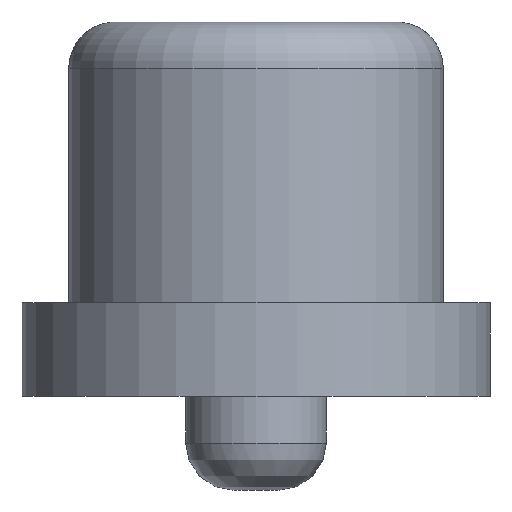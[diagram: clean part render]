
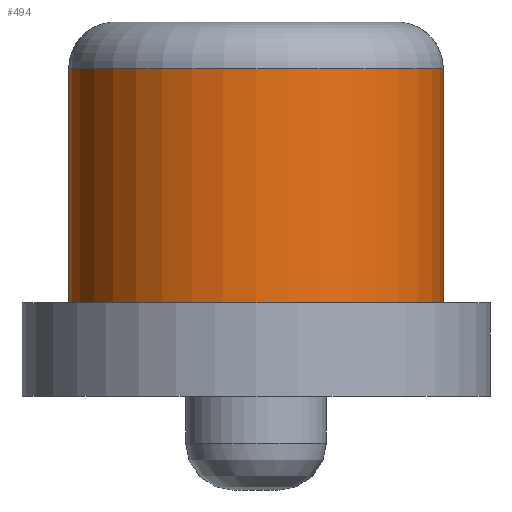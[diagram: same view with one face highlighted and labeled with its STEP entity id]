
A CAD part, left-side view. The second image highlights one B-rep face of the part: STEP entity #494.
In plain terms, the highlighted cylindrical face has radius 2 mm (diameter 4 mm), a partial arc.
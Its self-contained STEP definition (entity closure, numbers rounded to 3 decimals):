
#28=CYLINDRICAL_SURFACE('',#564,2.);
#65=LINE('',#894,#101);
#66=LINE('',#896,#102);
#101=VECTOR('',#696,1000.);
#102=VECTOR('',#699,1000.);
#141=FACE_OUTER_BOUND('',#175,.T.);
#175=EDGE_LOOP('',(#402,#403,#404,#405));
#196=CIRCLE('',#530,2.);
#209=CIRCLE('',#557,2.);
#221=VERTEX_POINT('',#804);
#223=VERTEX_POINT('',#808);
#244=VERTEX_POINT('',#868);
#246=VERTEX_POINT('',#874);
#265=EDGE_CURVE('',#221,#223,#196,.T.);
#298=EDGE_CURVE('',#246,#244,#209,.F.);
#307=EDGE_CURVE('',#246,#223,#65,.T.);
#308=EDGE_CURVE('',#244,#221,#66,.T.);
#402=ORIENTED_EDGE('',*,*,#307,.F.);
#403=ORIENTED_EDGE('',*,*,#298,.T.);
#404=ORIENTED_EDGE('',*,*,#308,.T.);
#405=ORIENTED_EDGE('',*,*,#265,.T.);
#494=ADVANCED_FACE('',(#141),#28,.T.);
#530=AXIS2_PLACEMENT_3D('',#810,#604,#605);
#557=AXIS2_PLACEMENT_3D('',#878,#675,#676);
#564=AXIS2_PLACEMENT_3D('',#895,#697,#698);
#604=DIRECTION('center_axis',(0.,0.,1.));
#605=DIRECTION('ref_axis',(1.,0.,0.));
#675=DIRECTION('center_axis',(0.,0.,1.));
#676=DIRECTION('ref_axis',(1.,0.,0.));
#696=DIRECTION('',(0.,0.,-1.));
#697=DIRECTION('center_axis',(0.,0.,1.));
#698=DIRECTION('ref_axis',(-1.,0.,0.));
#699=DIRECTION('',(0.,0.,-1.));
#804=CARTESIAN_POINT('',(-3.,2.,1.));
#808=CARTESIAN_POINT('',(-3.,-2.,1.));
#810=CARTESIAN_POINT('Origin',(-3.,0.,1.));
#868=CARTESIAN_POINT('',(-3.,2.,3.5));
#874=CARTESIAN_POINT('',(-3.,-2.,3.5));
#878=CARTESIAN_POINT('Origin',(-3.,0.,3.5));
#894=CARTESIAN_POINT('',(-3.,-2.,4.));
#895=CARTESIAN_POINT('Origin',(-3.,0.,4.));
#896=CARTESIAN_POINT('',(-3.,2.,4.));
